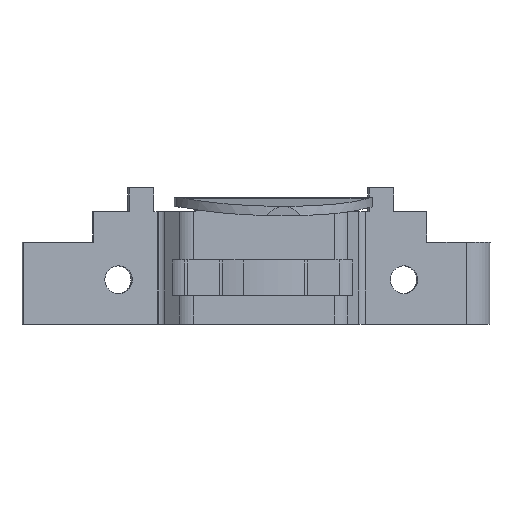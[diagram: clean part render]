
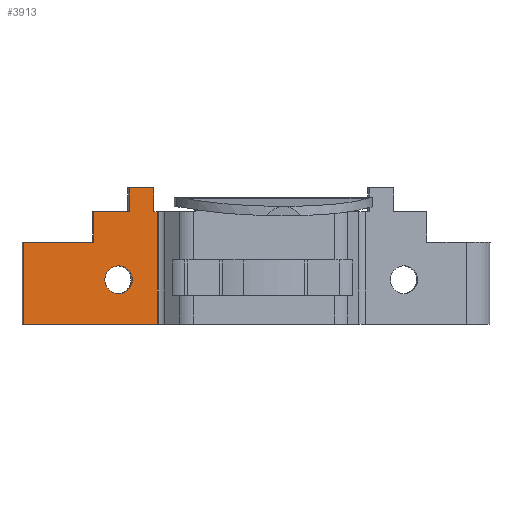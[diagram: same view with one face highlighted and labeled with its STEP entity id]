
A CAD part, left-side view. The second image highlights one B-rep face of the part: STEP entity #3913.
In plain terms, the highlighted planar face has unit normal (-0.991, -0.133, 0).
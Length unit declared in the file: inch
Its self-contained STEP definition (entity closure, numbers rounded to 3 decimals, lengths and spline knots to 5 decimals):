
#41 = DIRECTION ( 'NONE',  ( 0.133, -0.991, 0. ) ) ;
#48 = DIRECTION ( 'NONE',  ( 0.133, -0.991, 0. ) ) ;
#49 = LINE ( 'NONE', #466, #3437 ) ;
#100 = ORIENTED_EDGE ( 'NONE', *, *, #523, .F. ) ;
#319 = VECTOR ( 'NONE', #6038, 39.37008 ) ;
#323 = VECTOR ( 'NONE', #2754, 39.37008 ) ;
#362 = VECTOR ( 'NONE', #6110, 39.37008 ) ;
#433 = VERTEX_POINT ( 'NONE', #4291 ) ;
#466 = CARTESIAN_POINT ( 'NONE',  ( -0.36732, 1.68614, 0.69 ) ) ;
#473 = DIRECTION ( 'NONE',  ( 0., 0., 1. ) ) ;
#490 = LINE ( 'NONE', #5536, #319 ) ;
#496 = DIRECTION ( 'NONE',  ( 0.133, -0.991, 0. ) ) ;
#523 = EDGE_CURVE ( 'NONE', #1732, #4370, #5624, .T. ) ;
#682 = EDGE_CURVE ( 'NONE', #2830, #4853, #852, .T. ) ;
#852 = LINE ( 'NONE', #4833, #4411 ) ;
#963 = LINE ( 'NONE', #989, #4829 ) ;
#989 = CARTESIAN_POINT ( 'NONE',  ( -0.35071, 1.56225, 0.57 ) ) ;
#1332 = VECTOR ( 'NONE', #473, 39.37008 ) ;
#1356 = DIRECTION ( 'NONE',  ( -0.133, 0.991, 0. ) ) ;
#1382 = EDGE_CURVE ( 'NONE', #3406, #5063, #6040, .T. ) ;
#1486 = LINE ( 'NONE', #4821, #1332 ) ;
#1596 = DIRECTION ( 'NONE',  ( 0., 0., -1. ) ) ;
#1604 = LINE ( 'NONE', #3258, #323 ) ;
#1647 = ORIENTED_EDGE ( 'NONE', *, *, #1679, .F. ) ;
#1679 = EDGE_CURVE ( 'NONE', #5975, #5908, #4213, .T. ) ;
#1732 = VERTEX_POINT ( 'NONE', #6150 ) ;
#1783 = ORIENTED_EDGE ( 'NONE', *, *, #5258, .T. ) ;
#1815 = AXIS2_PLACEMENT_3D ( 'NONE', #5836, #2918, #41 ) ;
#1905 = DIRECTION ( 'NONE',  ( -0.991, -0.133, 0. ) ) ;
#2091 = EDGE_LOOP ( 'NONE', ( #100, #5001 ) ) ;
#2113 = CARTESIAN_POINT ( 'NONE',  ( -0.36732, 1.68614, 0.69 ) ) ;
#2159 = EDGE_CURVE ( 'NONE', #4853, #5447, #1486, .T. ) ;
#2286 = PLANE ( 'NONE',  #3995 ) ;
#2383 = DIRECTION ( 'NONE',  ( 0., 0., 1. ) ) ;
#2621 = ORIENTED_EDGE ( 'NONE', *, *, #2716, .F. ) ;
#2716 = EDGE_CURVE ( 'NONE', #6200, #5063, #963, .T. ) ;
#2754 = DIRECTION ( 'NONE',  ( 0.133, -0.991, 0. ) ) ;
#2804 = EDGE_CURVE ( 'NONE', #2830, #433, #3056, .T. ) ;
#2830 = VERTEX_POINT ( 'NONE', #4930 ) ;
#2878 = DIRECTION ( 'NONE',  ( 0.133, -0.991, 0. ) ) ;
#2915 = VECTOR ( 'NONE', #5884, 39.37008 ) ;
#2918 = DIRECTION ( 'NONE',  ( -0.991, -0.133, 0. ) ) ;
#2932 = EDGE_LOOP ( 'NONE', ( #1783, #4134, #2621, #4959, #1647, #4111, #4893, #3027, #5373, #3317 ) ) ;
#2971 = FACE_OUTER_BOUND ( 'NONE', #2932, .T. ) ;
#3027 = ORIENTED_EDGE ( 'NONE', *, *, #2159, .F. ) ;
#3056 = LINE ( 'NONE', #3922, #2915 ) ;
#3181 = CARTESIAN_POINT ( 'NONE',  ( -0.43908, 2.22135, 0.69 ) ) ;
#3211 = CARTESIAN_POINT ( 'NONE',  ( -0.34815, 1.54313, 0.69 ) ) ;
#3258 = CARTESIAN_POINT ( 'NONE',  ( -0.43908, 2.22135, 0. ) ) ;
#3317 = ORIENTED_EDGE ( 'NONE', *, *, #2804, .T. ) ;
#3406 = VERTEX_POINT ( 'NONE', #4020 ) ;
#3437 = VECTOR ( 'NONE', #2383, 39.37008 ) ;
#3458 = CARTESIAN_POINT ( 'NONE',  ( -0.39124, 1.86455, 0.57 ) ) ;
#3500 = CARTESIAN_POINT ( 'NONE',  ( -0.35071, 1.56225, 0.69 ) ) ;
#3719 = LINE ( 'NONE', #3500, #6170 ) ;
#3849 = EDGE_CURVE ( 'NONE', #6096, #5975, #49, .T. ) ;
#3860 = CARTESIAN_POINT ( 'NONE',  ( -0.37443, 1.73917, 0.225 ) ) ;
#3913 = ADVANCED_FACE ( 'NONE', ( #4568, #2971 ), #2286, .F. ) ;
#3922 = CARTESIAN_POINT ( 'NONE',  ( -0.43908, 2.22135, 0.69 ) ) ;
#3995 = AXIS2_PLACEMENT_3D ( 'NONE', #6192, #4248, #1356 ) ;
#4020 = CARTESIAN_POINT ( 'NONE',  ( -0.34815, 1.54313, 0. ) ) ;
#4111 = ORIENTED_EDGE ( 'NONE', *, *, #3849, .F. ) ;
#4134 = ORIENTED_EDGE ( 'NONE', *, *, #1382, .T. ) ;
#4170 = CIRCLE ( 'NONE', #1815, 0.07 ) ;
#4209 = EDGE_CURVE ( 'NONE', #5908, #6200, #3719, .T. ) ;
#4210 = CARTESIAN_POINT ( 'NONE',  ( -0.35071, 1.56225, 0.57 ) ) ;
#4213 = LINE ( 'NONE', #3181, #362 ) ;
#4248 = DIRECTION ( 'NONE',  ( 0.991, 0.133, 0. ) ) ;
#4291 = CARTESIAN_POINT ( 'NONE',  ( -0.43908, 2.22135, 0. ) ) ;
#4370 = VERTEX_POINT ( 'NONE', #5081 ) ;
#4411 = VECTOR ( 'NONE', #2878, 39.37008 ) ;
#4496 = CARTESIAN_POINT ( 'NONE',  ( -0.35071, 1.56225, 0.69 ) ) ;
#4568 = FACE_BOUND ( 'NONE', #2091, .T. ) ;
#4576 = EDGE_CURVE ( 'NONE', #4370, #1732, #4170, .T. ) ;
#4738 = AXIS2_PLACEMENT_3D ( 'NONE', #3860, #1905, #496 ) ;
#4756 = VECTOR ( 'NONE', #6135, 39.37008 ) ;
#4788 = CARTESIAN_POINT ( 'NONE',  ( -0.34815, 1.54313, 0.57 ) ) ;
#4821 = CARTESIAN_POINT ( 'NONE',  ( -0.39124, 1.86455, 0.57 ) ) ;
#4829 = VECTOR ( 'NONE', #48, 39.37008 ) ;
#4833 = CARTESIAN_POINT ( 'NONE',  ( -0.43908, 2.22135, 0.415 ) ) ;
#4853 = VERTEX_POINT ( 'NONE', #5532 ) ;
#4893 = ORIENTED_EDGE ( 'NONE', *, *, #5682, .F. ) ;
#4930 = CARTESIAN_POINT ( 'NONE',  ( -0.43908, 2.22135, 0.415 ) ) ;
#4959 = ORIENTED_EDGE ( 'NONE', *, *, #4209, .F. ) ;
#5001 = ORIENTED_EDGE ( 'NONE', *, *, #4576, .F. ) ;
#5063 = VERTEX_POINT ( 'NONE', #4788 ) ;
#5081 = CARTESIAN_POINT ( 'NONE',  ( -0.38374, 1.80855, 0.225 ) ) ;
#5258 = EDGE_CURVE ( 'NONE', #433, #3406, #1604, .T. ) ;
#5373 = ORIENTED_EDGE ( 'NONE', *, *, #682, .F. ) ;
#5447 = VERTEX_POINT ( 'NONE', #3458 ) ;
#5532 = CARTESIAN_POINT ( 'NONE',  ( -0.39124, 1.86455, 0.415 ) ) ;
#5536 = CARTESIAN_POINT ( 'NONE',  ( -0.39124, 1.86455, 0.57 ) ) ;
#5613 = CARTESIAN_POINT ( 'NONE',  ( -0.36732, 1.68614, 0.57 ) ) ;
#5624 = CIRCLE ( 'NONE', #4738, 0.07 ) ;
#5682 = EDGE_CURVE ( 'NONE', #5447, #6096, #490, .T. ) ;
#5836 = CARTESIAN_POINT ( 'NONE',  ( -0.37443, 1.73917, 0.225 ) ) ;
#5884 = DIRECTION ( 'NONE',  ( 0., 0., -1. ) ) ;
#5908 = VERTEX_POINT ( 'NONE', #4496 ) ;
#5975 = VERTEX_POINT ( 'NONE', #2113 ) ;
#6038 = DIRECTION ( 'NONE',  ( 0.133, -0.991, 0. ) ) ;
#6040 = LINE ( 'NONE', #3211, #4756 ) ;
#6096 = VERTEX_POINT ( 'NONE', #5613 ) ;
#6110 = DIRECTION ( 'NONE',  ( 0.133, -0.991, 0. ) ) ;
#6135 = DIRECTION ( 'NONE',  ( 0., 0., 1. ) ) ;
#6150 = CARTESIAN_POINT ( 'NONE',  ( -0.36513, 1.66979, 0.225 ) ) ;
#6170 = VECTOR ( 'NONE', #1596, 39.37008 ) ;
#6192 = CARTESIAN_POINT ( 'NONE',  ( -0.43908, 2.22135, 0.69 ) ) ;
#6200 = VERTEX_POINT ( 'NONE', #4210 ) ;
